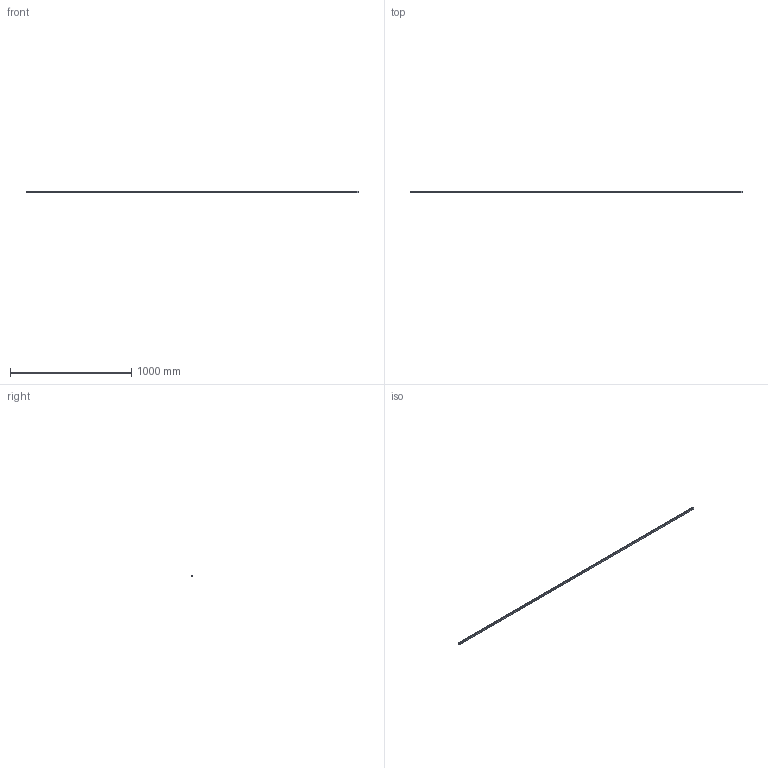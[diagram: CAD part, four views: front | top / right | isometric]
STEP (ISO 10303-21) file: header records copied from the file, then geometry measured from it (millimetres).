
FILE_DESCRIPTION (( 'STEP AP214' ), '1' );
FILE_NAME ('SHS15 2740L G20.STEP', '2021-06-11T10:34:47', ( '' ), ( '' ), 'SwSTEP 2.0', 'SolidWorks 2021', '' );
FILE_SCHEMA (( 'AUTOMOTIVE_DESIGN' ));
Length unit declared in the file: millimetre
Products named in the file (2): SHS15 2740L G20; _SHS15C274020 Track
Assembly tree (1 placements, depth 2):
  SHS15 2740L G20
    _SHS15C274020 Track
Bounding box: 2740 x 13 x 15 mm (x, y, z)
Volume: 442995.9 mm3; surface area: 164696.1 mm2
Topology: 1 solids, 1 shells, 275 faces, 681 edges, 454 vertices
Faces by surface type: cylinder 207, plane 68
Entity records: 8639 total; most frequent: DIRECTION 1653, CARTESIAN_POINT 1414, ORIENTED_EDGE 1362, AXIS2_PLACEMENT_3D 693, EDGE_CURVE 681, VERTEX_POINT 454, CIRCLE 414, EDGE_LOOP 413
